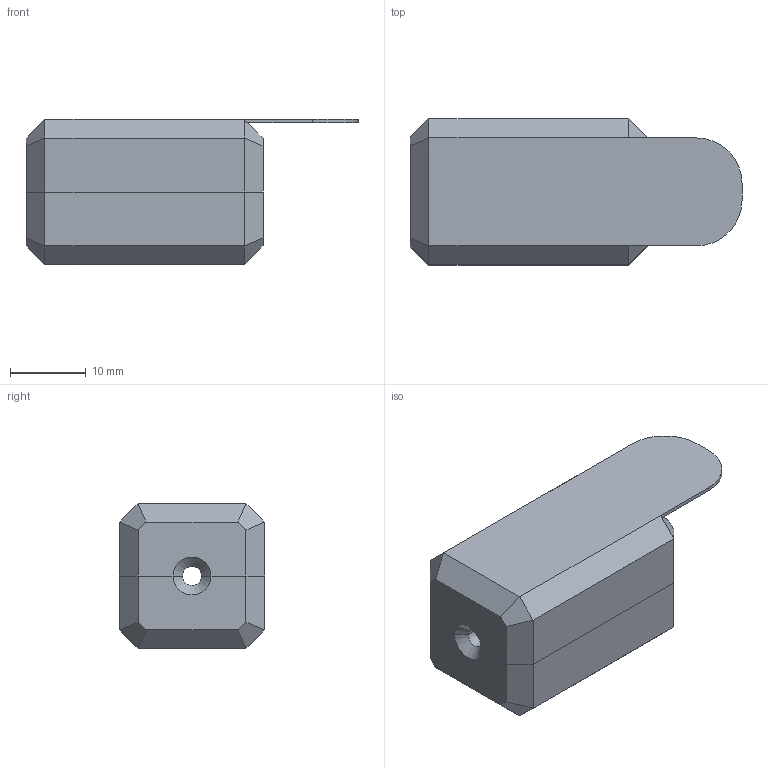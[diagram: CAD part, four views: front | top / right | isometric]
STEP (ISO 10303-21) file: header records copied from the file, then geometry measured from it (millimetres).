
FILE_DESCRIPTION(/* description */ ('','CAx-IF Rec.Pracs.---Representation and Presentation of Product Manufacturing Information (PMI)---4.0---2014-10-13'),/* implementation_level */ '2;1');
FILE_NAME(/* name */ 'Clean Cartrige v2.step',/* time_stamp */ '2025-03-21T10:34:57+03:00',/* author */ (''),/* organization */ (''),/* preprocessor_version */ 'ST-DEVELOPER v20',/* originating_system */ 'Autodesk Translation Framework v13.20.0.188',/* authorisation */ '');
FILE_SCHEMA (('AP242_MANAGED_MODEL_BASED_3D_ENGINEERING_MIM_LF { 1 0 10303 442 1 1 4 }'));
Length unit declared in the file: millimetre
Products named in the file (1): Clean Cartrige
Bounding box: 43.7 x 19.2 x 19.2 mm (x, y, z)
Volume: 7273.3 mm3; surface area: 5371.9 mm2
Topology: 2 solids, 2 shells, 102 faces, 254 edges, 160 vertices
Faces by surface type: plane 92, cylinder 6, cone 4
Entity records: 2982 total; most frequent: CARTESIAN_POINT 517, ORIENTED_EDGE 508, DIRECTION 476, EDGE_CURVE 254, LINE 238, VECTOR 238, VERTEX_POINT 160, AXIS2_PLACEMENT_3D 119
